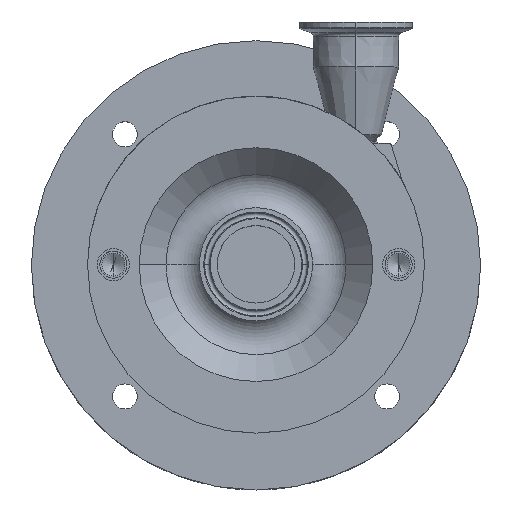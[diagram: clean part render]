
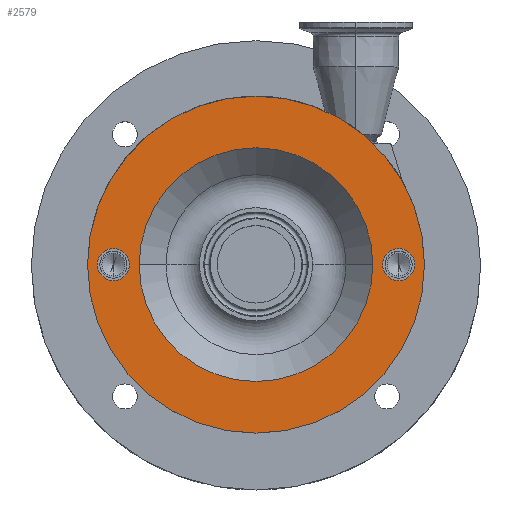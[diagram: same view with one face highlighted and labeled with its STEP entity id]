
A CAD part, top view. The second image highlights one B-rep face of the part: STEP entity #2579.
In plain terms, the highlighted planar face has unit normal (0, 0, 1).
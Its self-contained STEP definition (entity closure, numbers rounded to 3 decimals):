
#54 = ORIENTED_EDGE ( 'NONE', *, *, #6546, .F. ) ;
#77 = EDGE_LOOP ( 'NONE', ( #2544, #5672 ) ) ;
#112 = ORIENTED_EDGE ( 'NONE', *, *, #5416, .F. ) ;
#242 = DIRECTION ( 'NONE',  ( 0., 0., 1. ) ) ;
#261 = VERTEX_POINT ( 'NONE', #3026 ) ;
#317 = CARTESIAN_POINT ( 'NONE',  ( -70.644, 0., 199.1 ) ) ;
#397 = EDGE_CURVE ( 'NONE', #7164, #7274, #3556, .T. ) ;
#501 = CARTESIAN_POINT ( 'NONE',  ( 0., 75., 199.1 ) ) ;
#518 = AXIS2_PLACEMENT_3D ( 'NONE', #2744, #1681, #3887 ) ;
#620 = CARTESIAN_POINT ( 'NONE',  ( 63.5, 0., 199.1 ) ) ;
#627 = CARTESIAN_POINT ( 'NONE',  ( -75., 0., 199.1 ) ) ;
#684 = ORIENTED_EDGE ( 'NONE', *, *, #5143, .F. ) ;
#921 = DIRECTION ( 'NONE',  ( 1., 0., 0. ) ) ;
#935 = VERTEX_POINT ( 'NONE', #1430 ) ;
#1066 = CARTESIAN_POINT ( 'NONE',  ( 56.356, 0., 199.1 ) ) ;
#1252 = AXIS2_PLACEMENT_3D ( 'NONE', #5119, #6819, #6291 ) ;
#1286 = CIRCLE ( 'NONE', #1319, 7.144 ) ;
#1319 = AXIS2_PLACEMENT_3D ( 'NONE', #5383, #7022, #2573 ) ;
#1423 = CIRCLE ( 'NONE', #518, 7.144 ) ;
#1430 = CARTESIAN_POINT ( 'NONE',  ( -52., 0., 199.1 ) ) ;
#1432 = DIRECTION ( 'NONE',  ( 0., 0., 1. ) ) ;
#1681 = DIRECTION ( 'NONE',  ( 0., 0., 1. ) ) ;
#1736 = VERTEX_POINT ( 'NONE', #3381 ) ;
#2221 = DIRECTION ( 'NONE',  ( 1., 0., 0. ) ) ;
#2277 = ORIENTED_EDGE ( 'NONE', *, *, #3634, .F. ) ;
#2390 = DIRECTION ( 'NONE',  ( 1., 0., 0. ) ) ;
#2499 = CARTESIAN_POINT ( 'NONE',  ( 0., 0., 199.1 ) ) ;
#2544 = ORIENTED_EDGE ( 'NONE', *, *, #7223, .T. ) ;
#2573 = DIRECTION ( 'NONE',  ( 1., 0., 0. ) ) ;
#2579 = ADVANCED_FACE ( 'NONE', ( #5296, #2773, #5579, #3102 ), #3039, .T. ) ;
#2583 = CARTESIAN_POINT ( 'NONE',  ( 63.5, 0., 199.1 ) ) ;
#2598 = CARTESIAN_POINT ( 'NONE',  ( 0., 0., 199.1 ) ) ;
#2678 = AXIS2_PLACEMENT_3D ( 'NONE', #501, #5035, #2221 ) ;
#2696 = VERTEX_POINT ( 'NONE', #317 ) ;
#2744 = CARTESIAN_POINT ( 'NONE',  ( -63.5, 0., 199.1 ) ) ;
#2773 = FACE_BOUND ( 'NONE', #6596, .T. ) ;
#2828 = EDGE_LOOP ( 'NONE', ( #684, #112 ) ) ;
#2872 = AXIS2_PLACEMENT_3D ( 'NONE', #620, #242, #7116 ) ;
#3026 = CARTESIAN_POINT ( 'NONE',  ( 75., 0., 199.1 ) ) ;
#3039 = PLANE ( 'NONE',  #2678 ) ;
#3102 = FACE_BOUND ( 'NONE', #2828, .T. ) ;
#3366 = EDGE_CURVE ( 'NONE', #4952, #261, #5401, .T. ) ;
#3381 = CARTESIAN_POINT ( 'NONE',  ( 52., 0., 199.1 ) ) ;
#3393 = AXIS2_PLACEMENT_3D ( 'NONE', #3678, #5850, #4186 ) ;
#3556 = CIRCLE ( 'NONE', #4492, 7.144 ) ;
#3634 = EDGE_CURVE ( 'NONE', #7274, #7164, #5031, .T. ) ;
#3678 = CARTESIAN_POINT ( 'NONE',  ( 0., 0., 199.1 ) ) ;
#3794 = EDGE_LOOP ( 'NONE', ( #4463, #2277 ) ) ;
#3887 = DIRECTION ( 'NONE',  ( 1., 0., 0. ) ) ;
#3903 = CIRCLE ( 'NONE', #3393, 52. ) ;
#3947 = EDGE_CURVE ( 'NONE', #2696, #4419, #1423, .T. ) ;
#4129 = CIRCLE ( 'NONE', #4988, 52. ) ;
#4186 = DIRECTION ( 'NONE',  ( 1., 0., 0. ) ) ;
#4192 = CIRCLE ( 'NONE', #5899, 75. ) ;
#4419 = VERTEX_POINT ( 'NONE', #6826 ) ;
#4463 = ORIENTED_EDGE ( 'NONE', *, *, #397, .F. ) ;
#4492 = AXIS2_PLACEMENT_3D ( 'NONE', #2583, #1432, #4847 ) ;
#4847 = DIRECTION ( 'NONE',  ( 1., 0., 0. ) ) ;
#4952 = VERTEX_POINT ( 'NONE', #627 ) ;
#4988 = AXIS2_PLACEMENT_3D ( 'NONE', #2598, #6519, #921 ) ;
#5031 = CIRCLE ( 'NONE', #2872, 7.144 ) ;
#5035 = DIRECTION ( 'NONE',  ( 0., 0., 1. ) ) ;
#5119 = CARTESIAN_POINT ( 'NONE',  ( 0., 0., 199.1 ) ) ;
#5143 = EDGE_CURVE ( 'NONE', #1736, #935, #3903, .T. ) ;
#5296 = FACE_BOUND ( 'NONE', #3794, .T. ) ;
#5383 = CARTESIAN_POINT ( 'NONE',  ( -63.5, 0., 199.1 ) ) ;
#5395 = CARTESIAN_POINT ( 'NONE',  ( 70.644, 0., 199.1 ) ) ;
#5401 = CIRCLE ( 'NONE', #1252, 75. ) ;
#5416 = EDGE_CURVE ( 'NONE', #935, #1736, #4129, .T. ) ;
#5579 = FACE_OUTER_BOUND ( 'NONE', #77, .T. ) ;
#5672 = ORIENTED_EDGE ( 'NONE', *, *, #3366, .T. ) ;
#5850 = DIRECTION ( 'NONE',  ( 0., 0., 1. ) ) ;
#5899 = AXIS2_PLACEMENT_3D ( 'NONE', #2499, #6443, #2390 ) ;
#6291 = DIRECTION ( 'NONE',  ( 1., 0., 0. ) ) ;
#6443 = DIRECTION ( 'NONE',  ( 0., 0., 1. ) ) ;
#6519 = DIRECTION ( 'NONE',  ( 0., 0., 1. ) ) ;
#6546 = EDGE_CURVE ( 'NONE', #4419, #2696, #1286, .T. ) ;
#6596 = EDGE_LOOP ( 'NONE', ( #54, #7030 ) ) ;
#6819 = DIRECTION ( 'NONE',  ( 0., 0., 1. ) ) ;
#6826 = CARTESIAN_POINT ( 'NONE',  ( -56.356, 0., 199.1 ) ) ;
#7022 = DIRECTION ( 'NONE',  ( 0., 0., 1. ) ) ;
#7030 = ORIENTED_EDGE ( 'NONE', *, *, #3947, .F. ) ;
#7116 = DIRECTION ( 'NONE',  ( 1., 0., 0. ) ) ;
#7164 = VERTEX_POINT ( 'NONE', #5395 ) ;
#7223 = EDGE_CURVE ( 'NONE', #261, #4952, #4192, .T. ) ;
#7274 = VERTEX_POINT ( 'NONE', #1066 ) ;
